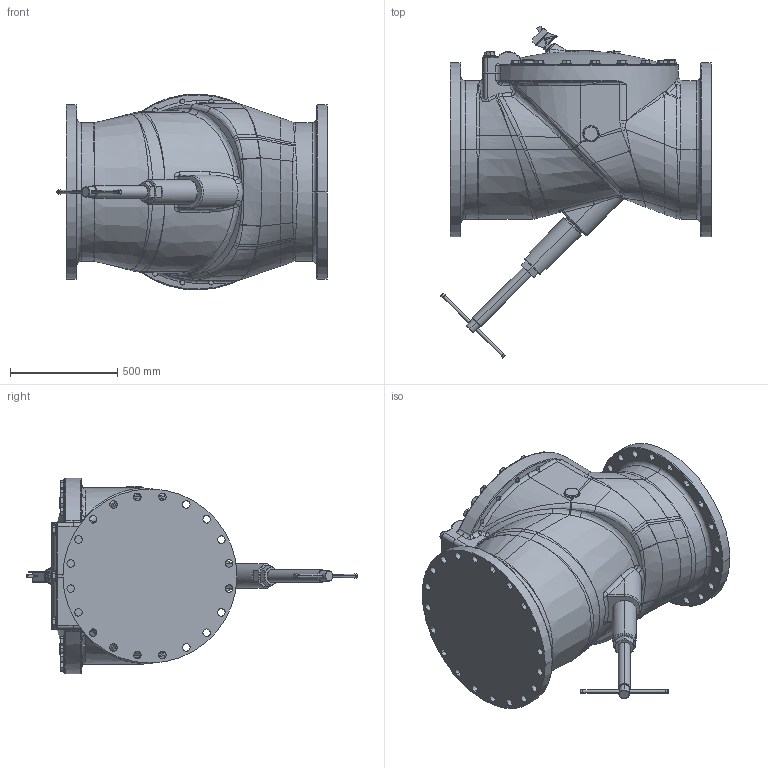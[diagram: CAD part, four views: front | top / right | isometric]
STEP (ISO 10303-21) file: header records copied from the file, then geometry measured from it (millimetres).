
FILE_DESCRIPTION((''),'2;1');
FILE_NAME('524ABFMI_SW0001','2023-11-02T08:13:04',('jlesh'),(''),'CREO PARAMETRIC BY PTC INC, 2023072','CREO PARAMETRIC BY PTC INC, 2023072','');
FILE_SCHEMA(('AUTOMOTIVE_DESIGN { 1 0 10303 214 1 1 1 1 }'));
Length unit declared in the file: inch
Products named in the file (1): 524ABFMI_SW0001
Bounding box: 1262.82 x 1550.81 x 914.16 mm (x, y, z)
Volume: 553229202.5 mm3; surface area: 5264234.1 mm2
Topology: 2 solids, 3 shells, 1230 faces, 2877 edges, 1714 vertices
Faces by surface type: plane 297, bspline 293, cylinder 272, torus 192, cone 151, sphere 25
Entity records: 91301 total; most frequent: CARTESIAN_POINT 57952, ORIENTED_EDGE 5734, DIRECTION 4982, EDGE_CURVE 2867, AXIS2_PLACEMENT_3D 2137, VERTEX_POINT 1714, EDGE_LOOP 1391, COLOUR_RGB 1336
